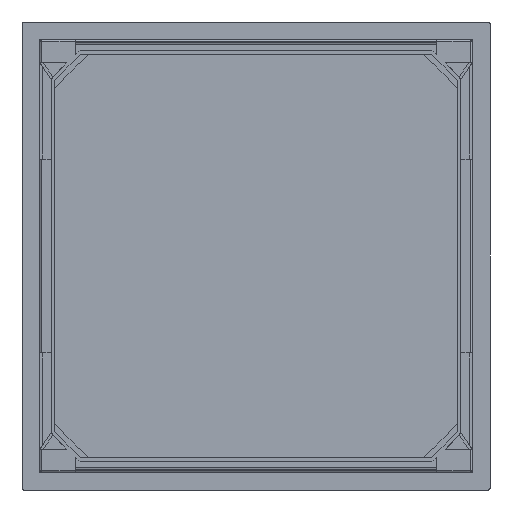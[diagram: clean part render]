
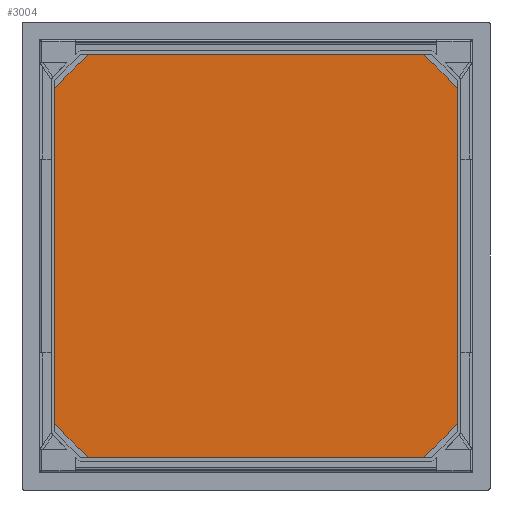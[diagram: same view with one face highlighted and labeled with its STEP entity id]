
A CAD part, front view. The second image highlights one B-rep face of the part: STEP entity #3004.
In plain terms, the highlighted planar face has unit normal (0, -1, 0).
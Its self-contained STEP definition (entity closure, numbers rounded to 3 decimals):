
#20 = CARTESIAN_POINT ( 'NONE',  ( -118., 0., -118. ) ) ;
#398 = LINE ( 'NONE', #4682, #3740 ) ;
#507 = PLANE ( 'NONE',  #2951 ) ;
#532 = DIRECTION ( 'NONE',  ( 0., 1., 0. ) ) ;
#533 = VECTOR ( 'NONE', #3222, 1000. ) ;
#635 = VECTOR ( 'NONE', #2973, 1000. ) ;
#943 = CARTESIAN_POINT ( 'NONE',  ( 118., 0., -118. ) ) ;
#975 = DIRECTION ( 'NONE',  ( 0., 0., -1. ) ) ;
#1036 = CARTESIAN_POINT ( 'NONE',  ( -118., 0., -118. ) ) ;
#1630 = CARTESIAN_POINT ( 'NONE',  ( 118., 0., -118. ) ) ;
#1793 = ORIENTED_EDGE ( 'NONE', *, *, #2783, .F. ) ;
#1836 = EDGE_CURVE ( 'NONE', #2625, #2650, #4826, .T. ) ;
#1909 = CARTESIAN_POINT ( 'NONE',  ( 118., 0., 118. ) ) ;
#2002 = ORIENTED_EDGE ( 'NONE', *, *, #2182, .F. ) ;
#2182 = EDGE_CURVE ( 'NONE', #2650, #3990, #2992, .T. ) ;
#2236 = VERTEX_POINT ( 'NONE', #1909 ) ;
#2405 = CARTESIAN_POINT ( 'NONE',  ( -118., 0., -118. ) ) ;
#2451 = CARTESIAN_POINT ( 'NONE',  ( -118., 0., 118. ) ) ;
#2625 = VERTEX_POINT ( 'NONE', #1630 ) ;
#2650 = VERTEX_POINT ( 'NONE', #2405 ) ;
#2783 = EDGE_CURVE ( 'NONE', #3990, #2236, #398, .T. ) ;
#2831 = DIRECTION ( 'NONE',  ( 0., 0., 1. ) ) ;
#2951 = AXIS2_PLACEMENT_3D ( 'NONE', #2451, #532, #2831 ) ;
#2973 = DIRECTION ( 'NONE',  ( 0., 0., 1. ) ) ;
#2992 = LINE ( 'NONE', #20, #635 ) ;
#3004 = ADVANCED_FACE ( 'NONE', ( #3205 ), #507, .F. ) ;
#3205 = FACE_OUTER_BOUND ( 'NONE', #4069, .T. ) ;
#3222 = DIRECTION ( 'NONE',  ( -1., 0., 0. ) ) ;
#3496 = LINE ( 'NONE', #943, #4705 ) ;
#3740 = VECTOR ( 'NONE', #4281, 1000. ) ;
#3914 = ORIENTED_EDGE ( 'NONE', *, *, #1836, .F. ) ;
#3990 = VERTEX_POINT ( 'NONE', #4180 ) ;
#4069 = EDGE_LOOP ( 'NONE', ( #2002, #3914, #4189, #1793 ) ) ;
#4180 = CARTESIAN_POINT ( 'NONE',  ( -118., 0., 118. ) ) ;
#4189 = ORIENTED_EDGE ( 'NONE', *, *, #4366, .F. ) ;
#4281 = DIRECTION ( 'NONE',  ( 1., 0., 0. ) ) ;
#4366 = EDGE_CURVE ( 'NONE', #2236, #2625, #3496, .T. ) ;
#4682 = CARTESIAN_POINT ( 'NONE',  ( -118., 0., 118. ) ) ;
#4705 = VECTOR ( 'NONE', #975, 1000. ) ;
#4826 = LINE ( 'NONE', #1036, #533 ) ;
